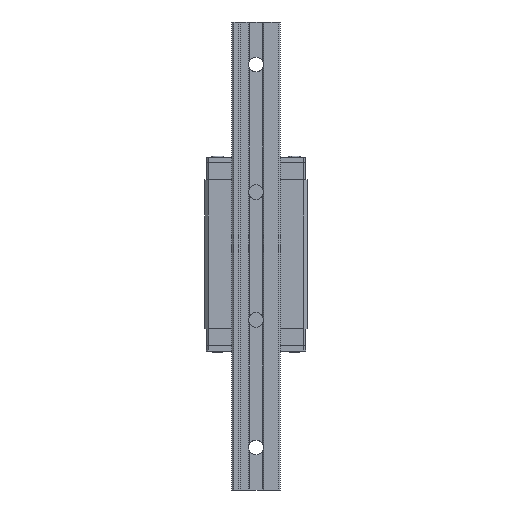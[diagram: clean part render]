
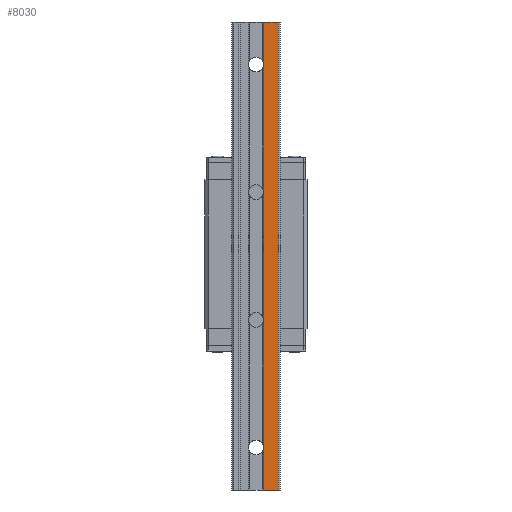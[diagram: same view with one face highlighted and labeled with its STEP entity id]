
A CAD part, front view. The second image highlights one B-rep face of the part: STEP entity #8030.
In plain terms, the highlighted planar face has unit normal (0, -1, 0).
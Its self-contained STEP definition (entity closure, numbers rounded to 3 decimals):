
#221 = DIRECTION ( 'NONE',  ( 0., 0., 1. ) ) ;
#226 = VECTOR ( 'NONE', #5396, 1000. ) ;
#301 = VECTOR ( 'NONE', #2109, 1000. ) ;
#502 = LINE ( 'NONE', #1373, #10017 ) ;
#953 = VECTOR ( 'NONE', #3050, 1000. ) ;
#1246 = CARTESIAN_POINT ( 'NONE',  ( 10.4, -20., 0. ) ) ;
#1373 = CARTESIAN_POINT ( 'NONE',  ( 3.7, -20., -220. ) ) ;
#2109 = DIRECTION ( 'NONE',  ( 1., 0., 0. ) ) ;
#2873 = DIRECTION ( 'NONE',  ( 0., 0., -1. ) ) ;
#2900 = EDGE_CURVE ( 'NONE', #3366, #6344, #4385, .T. ) ;
#3050 = DIRECTION ( 'NONE',  ( 1., 0., 0. ) ) ;
#3253 = CARTESIAN_POINT ( 'NONE',  ( 3.7, -20., -220. ) ) ;
#3366 = VERTEX_POINT ( 'NONE', #3827 ) ;
#3399 = ORIENTED_EDGE ( 'NONE', *, *, #8927, .F. ) ;
#3827 = CARTESIAN_POINT ( 'NONE',  ( 3.7, -20., -220. ) ) ;
#4030 = DIRECTION ( 'NONE',  ( 0., -1., 0. ) ) ;
#4199 = CARTESIAN_POINT ( 'NONE',  ( 3.7, -20., 0. ) ) ;
#4385 = LINE ( 'NONE', #3253, #301 ) ;
#5167 = CARTESIAN_POINT ( 'NONE',  ( 3.7, -20., -220. ) ) ;
#5173 = VERTEX_POINT ( 'NONE', #5255 ) ;
#5255 = CARTESIAN_POINT ( 'NONE',  ( 3.7, -20., 0. ) ) ;
#5341 = LINE ( 'NONE', #4199, #953 ) ;
#5388 = ORIENTED_EDGE ( 'NONE', *, *, #10248, .F. ) ;
#5396 = DIRECTION ( 'NONE',  ( 0., 0., 1. ) ) ;
#6305 = PLANE ( 'NONE',  #10006 ) ;
#6344 = VERTEX_POINT ( 'NONE', #10541 ) ;
#6543 = CARTESIAN_POINT ( 'NONE',  ( 10.4, -20., -220. ) ) ;
#7282 = VERTEX_POINT ( 'NONE', #1246 ) ;
#8030 = ADVANCED_FACE ( 'NONE', ( #11148 ), #6305, .T. ) ;
#8271 = ORIENTED_EDGE ( 'NONE', *, *, #2900, .T. ) ;
#8545 = ORIENTED_EDGE ( 'NONE', *, *, #10698, .T. ) ;
#8829 = LINE ( 'NONE', #6543, #226 ) ;
#8927 = EDGE_CURVE ( 'NONE', #3366, #5173, #502, .T. ) ;
#10006 = AXIS2_PLACEMENT_3D ( 'NONE', #5167, #4030, #2873 ) ;
#10017 = VECTOR ( 'NONE', #221, 1000. ) ;
#10248 = EDGE_CURVE ( 'NONE', #5173, #7282, #5341, .T. ) ;
#10541 = CARTESIAN_POINT ( 'NONE',  ( 10.4, -20., -220. ) ) ;
#10698 = EDGE_CURVE ( 'NONE', #6344, #7282, #8829, .T. ) ;
#11113 = EDGE_LOOP ( 'NONE', ( #5388, #3399, #8271, #8545 ) ) ;
#11148 = FACE_OUTER_BOUND ( 'NONE', #11113, .T. ) ;
